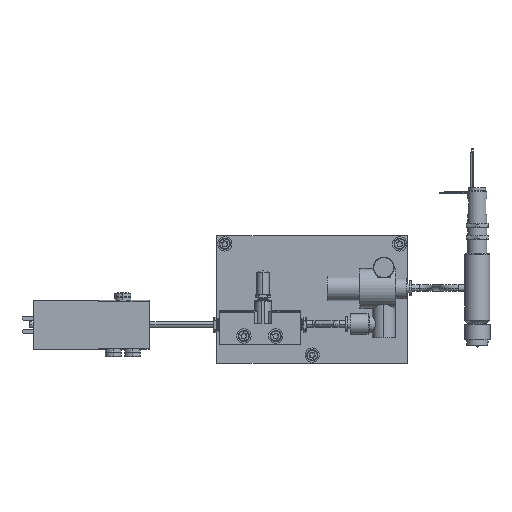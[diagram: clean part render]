
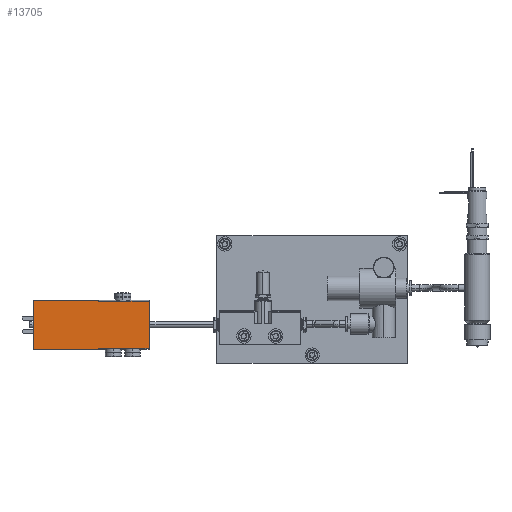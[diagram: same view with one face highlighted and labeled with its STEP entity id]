
A CAD part, top view. The second image highlights one B-rep face of the part: STEP entity #13705.
In plain terms, the highlighted planar face has unit normal (0, 0, 1).
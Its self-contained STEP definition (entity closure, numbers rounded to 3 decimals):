
#579 = CARTESIAN_POINT ( 'NONE',  ( -279.447, -10.7, -56.5 ) ) ;
#974 = DIRECTION ( 'NONE',  ( -1., 0., 0. ) ) ;
#1651 = EDGE_CURVE ( 'Defeature ausgef�hrt11_115+Defeature ausgef�hrt11_108+Defeature ausgef�hrt11_116+Defeature ausgef�hrt11_125', #28994, #15625, #13997, .T. ) ;
#2135 = DIRECTION ( 'NONE',  ( 1., 0., 0. ) ) ;
#2278 = EDGE_CURVE ( 'Defeature ausgef�hrt11_113+Defeature ausgef�hrt11_108+Defeature ausgef�hrt11_124+Defeature ausgef�hrt11_112', #3751, #25198, #17156, .T. ) ;
#2679 = CARTESIAN_POINT ( 'NONE',  ( -222.947, 19.628, -56.5 ) ) ;
#3186 = VECTOR ( 'NONE', #18592, 1000. ) ;
#3257 = CARTESIAN_POINT ( 'NONE',  ( -238.447, -10.7, -56.5 ) ) ;
#3399 = VECTOR ( 'NONE', #30197, 1000. ) ;
#3723 = VERTEX_POINT ( 'NONE', #28190 ) ;
#3751 = VERTEX_POINT ( 'NONE', #2679 ) ;
#4196 = EDGE_CURVE ( 'Defeature ausgef�hrt11_117+Defeature ausgef�hrt11_108+Defeature ausgef�hrt11_120+Defeature ausgef�hrt11_116', #10120, #13721, #8752, .T. ) ;
#4571 = CARTESIAN_POINT ( 'NONE',  ( -242.947, 20.3, -56.5 ) ) ;
#4677 = DIRECTION ( 'NONE',  ( 0., 1., 0. ) ) ;
#4926 = VECTOR ( 'NONE', #10898, 1000. ) ;
#5580 = LINE ( 'NONE', #24777, #29472 ) ;
#5610 = DIRECTION ( 'NONE',  ( -1., 0., 0. ) ) ;
#5675 = EDGE_CURVE ( 'Defeature ausgef�hrt11_108+Defeature ausgef�hrt11_125+Defeature ausgef�hrt11_114+Defeature ausgef�hrt11_115', #7053, #15625, #10996, .T. ) ;
#5943 = CARTESIAN_POINT ( 'NONE',  ( -242.947, -10.028, -56.5 ) ) ;
#6335 = VERTEX_POINT ( 'NONE', #23285 ) ;
#7053 = VERTEX_POINT ( 'NONE', #7168 ) ;
#7168 = CARTESIAN_POINT ( 'NONE',  ( -238.447, 19.628, -56.5 ) ) ;
#8752 = LINE ( 'NONE', #25663, #10764 ) ;
#9289 = DIRECTION ( 'NONE',  ( -1., 0., 0. ) ) ;
#10120 = VERTEX_POINT ( 'NONE', #20091 ) ;
#10630 = VERTEX_POINT ( 'NONE', #27815 ) ;
#10701 = VERTEX_POINT ( 'NONE', #33294 ) ;
#10764 = VECTOR ( 'NONE', #33312, 1000. ) ;
#10898 = DIRECTION ( 'NONE',  ( 0., 1., 0. ) ) ;
#10996 = LINE ( 'NONE', #3257, #4926 ) ;
#11447 = VECTOR ( 'NONE', #4677, 1000. ) ;
#11999 = EDGE_CURVE ( 'Defeature ausgef�hrt11_108+Defeature ausgef�hrt11_120+Defeature ausgef�hrt11_117+Defeature ausgef�hrt11_109', #10120, #3723, #15146, .T. ) ;
#12238 = DIRECTION ( 'NONE',  ( 0., 1., 0. ) ) ;
#12528 = LINE ( 'NONE', #5943, #3186 ) ;
#12950 = EDGE_CURVE ( 'Defeature ausgef�hrt11_114+Defeature ausgef�hrt11_108+Defeature ausgef�hrt11_125+Defeature ausgef�hrt11_124', #7053, #3751, #32896, .T. ) ;
#13350 = ORIENTED_EDGE ( 'NONE', *, *, #15583, .F. ) ;
#13485 = DIRECTION ( 'NONE',  ( 0., 0., -1. ) ) ;
#13705 = ADVANCED_FACE ( 'Defeature ausgef�hrt11_108', ( #14610 ), #21066, .F. ) ;
#13721 = VERTEX_POINT ( 'NONE', #579 ) ;
#13997 = LINE ( 'NONE', #4571, #29809 ) ;
#14272 = VECTOR ( 'NONE', #19773, 1000. ) ;
#14610 = FACE_OUTER_BOUND ( 'NONE', #20272, .T. ) ;
#15146 = LINE ( 'NONE', #30256, #16781 ) ;
#15583 = EDGE_CURVE ( 'Defeature ausgef�hrt11_109+Defeature ausgef�hrt11_108+Defeature ausgef�hrt11_121+Defeature ausgef�hrt11_120', #10630, #3723, #17831, .T. ) ;
#15625 = VERTEX_POINT ( 'NONE', #31998 ) ;
#15727 = CARTESIAN_POINT ( 'NONE',  ( -242.947, -10.7, -56.5 ) ) ;
#15898 = CARTESIAN_POINT ( 'NONE',  ( -242.947, -10.028, -56.5 ) ) ;
#16781 = VECTOR ( 'NONE', #12238, 1000. ) ;
#17118 = EDGE_CURVE ( 'Defeature ausgef�hrt11_110+Defeature ausgef�hrt11_108+Defeature ausgef�hrt11_122+Defeature ausgef�hrt11_121', #6335, #10630, #5580, .T. ) ;
#17156 = LINE ( 'NONE', #33084, #3399 ) ;
#17498 = CARTESIAN_POINT ( 'NONE',  ( -279.447, -10.7, -56.5 ) ) ;
#17831 = LINE ( 'NONE', #15898, #32423 ) ;
#18144 = ORIENTED_EDGE ( 'NONE', *, *, #4196, .F. ) ;
#18592 = DIRECTION ( 'NONE',  ( -1., 0., 0. ) ) ;
#19773 = DIRECTION ( 'NONE',  ( 1., 0., 0. ) ) ;
#20056 = ORIENTED_EDGE ( 'NONE', *, *, #2278, .F. ) ;
#20091 = CARTESIAN_POINT ( 'NONE',  ( -238.447, -10.7, -56.5 ) ) ;
#20272 = EDGE_LOOP ( 'NONE', ( #13350, #32100, #32983, #29129, #20056, #22122, #29708, #20663, #24541, #18144, #20656 ) ) ;
#20656 = ORIENTED_EDGE ( 'NONE', *, *, #11999, .T. ) ;
#20663 = ORIENTED_EDGE ( 'NONE', *, *, #1651, .F. ) ;
#20770 = CARTESIAN_POINT ( 'NONE',  ( -206.447, 19.628, -56.5 ) ) ;
#20861 = CARTESIAN_POINT ( 'NONE',  ( -279.447, 20.3, -56.5 ) ) ;
#21066 = PLANE ( 'NONE',  #21609 ) ;
#21609 = AXIS2_PLACEMENT_3D ( 'NONE', #15727, #13485, #5610 ) ;
#22122 = ORIENTED_EDGE ( 'NONE', *, *, #12950, .F. ) ;
#23285 = CARTESIAN_POINT ( 'NONE',  ( -216.947, -10.028, -56.5 ) ) ;
#23806 = VECTOR ( 'NONE', #29033, 1000. ) ;
#24541 = ORIENTED_EDGE ( 'NONE', *, *, #28414, .F. ) ;
#24777 = CARTESIAN_POINT ( 'NONE',  ( -242.947, -10.028, -56.5 ) ) ;
#25198 = VERTEX_POINT ( 'NONE', #20770 ) ;
#25663 = CARTESIAN_POINT ( 'NONE',  ( -242.947, -10.7, -56.5 ) ) ;
#26133 = EDGE_CURVE ( 'Defeature ausgef�hrt11_111+Defeature ausgef�hrt11_108+Defeature ausgef�hrt11_112+Defeature ausgef�hrt11_122', #10701, #6335, #12528, .T. ) ;
#26670 = CARTESIAN_POINT ( 'NONE',  ( -206.447, -10.7, -56.5 ) ) ;
#27815 = CARTESIAN_POINT ( 'NONE',  ( -228.947, -10.028, -56.5 ) ) ;
#28190 = CARTESIAN_POINT ( 'NONE',  ( -238.447, -10.028, -56.5 ) ) ;
#28414 = EDGE_CURVE ( 'Defeature ausgef�hrt11_116+Defeature ausgef�hrt11_108+Defeature ausgef�hrt11_117+Defeature ausgef�hrt11_115', #13721, #28994, #28819, .T. ) ;
#28819 = LINE ( 'NONE', #17498, #11447 ) ;
#28994 = VERTEX_POINT ( 'NONE', #20861 ) ;
#29033 = DIRECTION ( 'NONE',  ( 0., -1., 0. ) ) ;
#29053 = LINE ( 'NONE', #26670, #23806 ) ;
#29129 = ORIENTED_EDGE ( 'NONE', *, *, #32035, .F. ) ;
#29472 = VECTOR ( 'NONE', #9289, 1000. ) ;
#29708 = ORIENTED_EDGE ( 'NONE', *, *, #5675, .T. ) ;
#29809 = VECTOR ( 'NONE', #2135, 1000. ) ;
#30197 = DIRECTION ( 'NONE',  ( 1., 0., 0. ) ) ;
#30256 = CARTESIAN_POINT ( 'NONE',  ( -238.447, -10.7, -56.5 ) ) ;
#31998 = CARTESIAN_POINT ( 'NONE',  ( -238.447, 20.3, -56.5 ) ) ;
#32035 = EDGE_CURVE ( 'Defeature ausgef�hrt11_112+Defeature ausgef�hrt11_108+Defeature ausgef�hrt11_113+Defeature ausgef�hrt11_111', #25198, #10701, #29053, .T. ) ;
#32100 = ORIENTED_EDGE ( 'NONE', *, *, #17118, .F. ) ;
#32423 = VECTOR ( 'NONE', #974, 1000. ) ;
#32682 = CARTESIAN_POINT ( 'NONE',  ( -242.947, 19.628, -56.5 ) ) ;
#32896 = LINE ( 'NONE', #32682, #14272 ) ;
#32983 = ORIENTED_EDGE ( 'NONE', *, *, #26133, .F. ) ;
#33084 = CARTESIAN_POINT ( 'NONE',  ( -242.947, 19.628, -56.5 ) ) ;
#33294 = CARTESIAN_POINT ( 'NONE',  ( -206.447, -10.028, -56.5 ) ) ;
#33312 = DIRECTION ( 'NONE',  ( -1., 0., 0. ) ) ;
